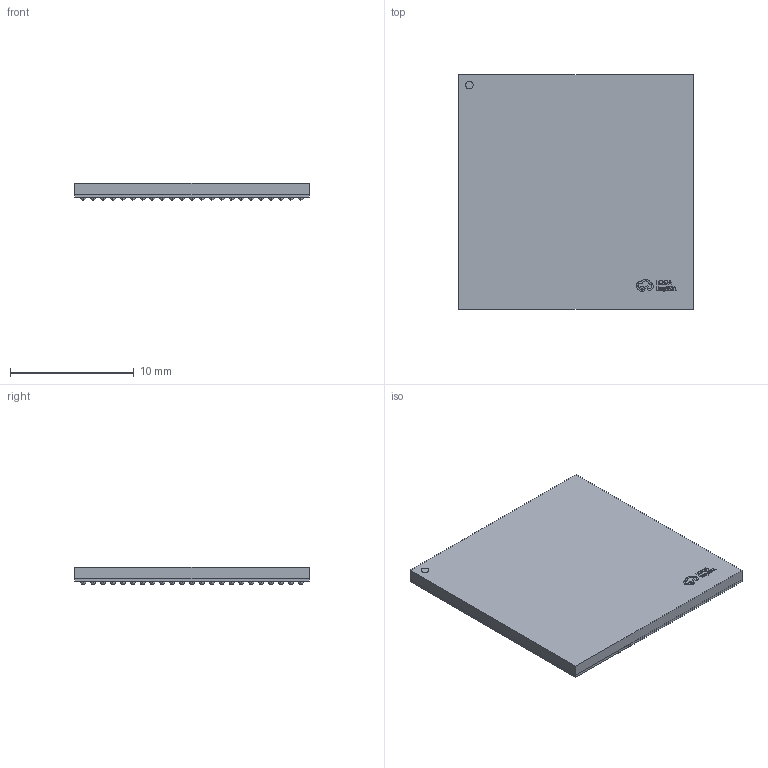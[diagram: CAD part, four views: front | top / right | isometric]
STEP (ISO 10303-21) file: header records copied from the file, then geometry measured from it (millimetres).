
FILE_DESCRIPTION (( 'STEP AP214' ), '1' );
FILE_NAME ('BGA-473_L19.0-W19.0-P0.80-BL_MCIMX31DVMN5D.step', '2022-06-22T13:57:15', ( '' ), ( '' ), 'SwSTEP 2.0', 'SolidWorks 2020', '' );
FILE_SCHEMA (( 'AUTOMOTIVE_DESIGN' ));
Length unit declared in the file: millimetre
Products named in the file (1): BGA-473_L19.0-W19.0-P0.80-BL_MCIMX31DVMN5D
Bounding box: 19 x 19 x 1.39 mm (x, y, z)
Volume: 416.2 mm3; surface area: 1637.5 mm2
Topology: 2 solids, 2 shells, 1189 faces, 4911 edges, 3274 vertices
Faces by surface type: sphere 946, plane 143, bspline 98, cylinder 2
Entity records: 47674 total; most frequent: CARTESIAN_POINT 6897, DIRECTION 6426, ORIENTED_EDGE 5092, AXIS2_PLACEMENT_3D 2988, EDGE_CURVE 2546, CIRCLE 1896, VERTEX_POINT 1855, EDGE_LOOP 1683
